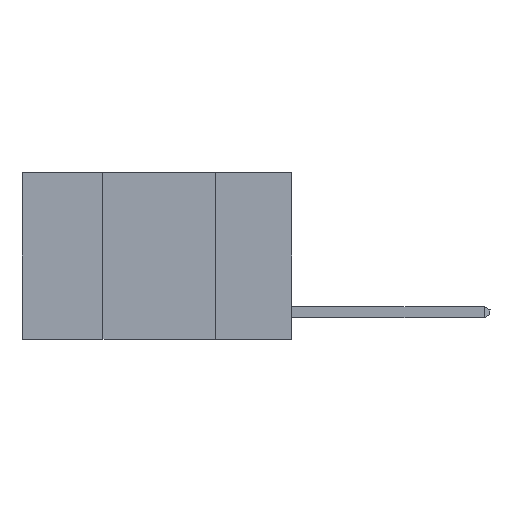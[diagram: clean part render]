
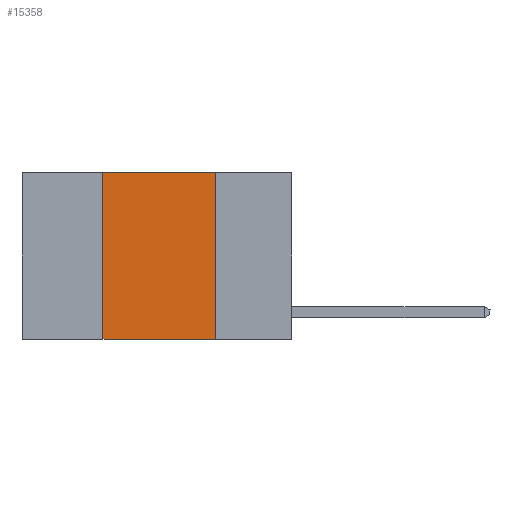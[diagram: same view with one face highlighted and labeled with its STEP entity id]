
A CAD part, left-side view. The second image highlights one B-rep face of the part: STEP entity #15358.
In plain terms, the highlighted planar face has unit normal (-1, 0, 0).
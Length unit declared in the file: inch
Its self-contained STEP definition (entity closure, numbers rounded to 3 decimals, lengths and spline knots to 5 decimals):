
#328 = LINE ( 'NONE', #6181, #8117 ) ;
#376 = CARTESIAN_POINT ( 'NONE',  ( 0., 0.17, -0.37 ) ) ;
#507 = EDGE_CURVE ( 'NONE', #16968, #4988, #328, .T. ) ;
#622 = VERTEX_POINT ( 'NONE', #376 ) ;
#950 = CARTESIAN_POINT ( 'NONE',  ( 0., 0.42, 0. ) ) ;
#2702 = DIRECTION ( 'NONE',  ( 0., 0., 1. ) ) ;
#3239 = CARTESIAN_POINT ( 'NONE',  ( 0., 0.6, 0. ) ) ;
#4641 = ORIENTED_EDGE ( 'NONE', *, *, #507, .F. ) ;
#4988 = VERTEX_POINT ( 'NONE', #18772 ) ;
#5874 = CARTESIAN_POINT ( 'NONE',  ( 0., 0.17, 0. ) ) ;
#6181 = CARTESIAN_POINT ( 'NONE',  ( 0., 0.6, 0. ) ) ;
#6759 = VECTOR ( 'NONE', #2702, 39.37008 ) ;
#7361 = DIRECTION ( 'NONE',  ( 0., 0., -1. ) ) ;
#7583 = VECTOR ( 'NONE', #7361, 39.37008 ) ;
#7649 = DIRECTION ( 'NONE',  ( 1., 0., 0. ) ) ;
#8117 = VECTOR ( 'NONE', #12435, 39.37008 ) ;
#8129 = LINE ( 'NONE', #12968, #6759 ) ;
#8230 = ORIENTED_EDGE ( 'NONE', *, *, #11427, .F. ) ;
#9414 = ORIENTED_EDGE ( 'NONE', *, *, #17180, .F. ) ;
#9415 = DIRECTION ( 'NONE',  ( 0., -1., 0. ) ) ;
#10387 = FACE_OUTER_BOUND ( 'NONE', #17250, .T. ) ;
#11427 = EDGE_CURVE ( 'NONE', #15279, #16968, #8129, .T. ) ;
#11867 = CARTESIAN_POINT ( 'NONE',  ( 0., 0.42, -0.37 ) ) ;
#11932 = LINE ( 'NONE', #5874, #7583 ) ;
#12435 = DIRECTION ( 'NONE',  ( 0., -1., 0. ) ) ;
#12968 = CARTESIAN_POINT ( 'NONE',  ( 0., 0.42, 0. ) ) ;
#13632 = VECTOR ( 'NONE', #9415, 39.37008 ) ;
#14102 = LINE ( 'NONE', #16711, #13632 ) ;
#14974 = PLANE ( 'NONE',  #15938 ) ;
#15279 = VERTEX_POINT ( 'NONE', #11867 ) ;
#15358 = ADVANCED_FACE ( 'NONE', ( #10387 ), #14974, .F. ) ;
#15636 = ORIENTED_EDGE ( 'NONE', *, *, #18145, .T. ) ;
#15938 = AXIS2_PLACEMENT_3D ( 'NONE', #3239, #7649, #17873 ) ;
#16711 = CARTESIAN_POINT ( 'NONE',  ( 0., 0.6, -0.37 ) ) ;
#16968 = VERTEX_POINT ( 'NONE', #950 ) ;
#17180 = EDGE_CURVE ( 'NONE', #4988, #622, #11932, .T. ) ;
#17250 = EDGE_LOOP ( 'NONE', ( #9414, #4641, #8230, #15636 ) ) ;
#17873 = DIRECTION ( 'NONE',  ( 0., 0., -1. ) ) ;
#18145 = EDGE_CURVE ( 'NONE', #15279, #622, #14102, .T. ) ;
#18772 = CARTESIAN_POINT ( 'NONE',  ( 0., 0.17, 0. ) ) ;
